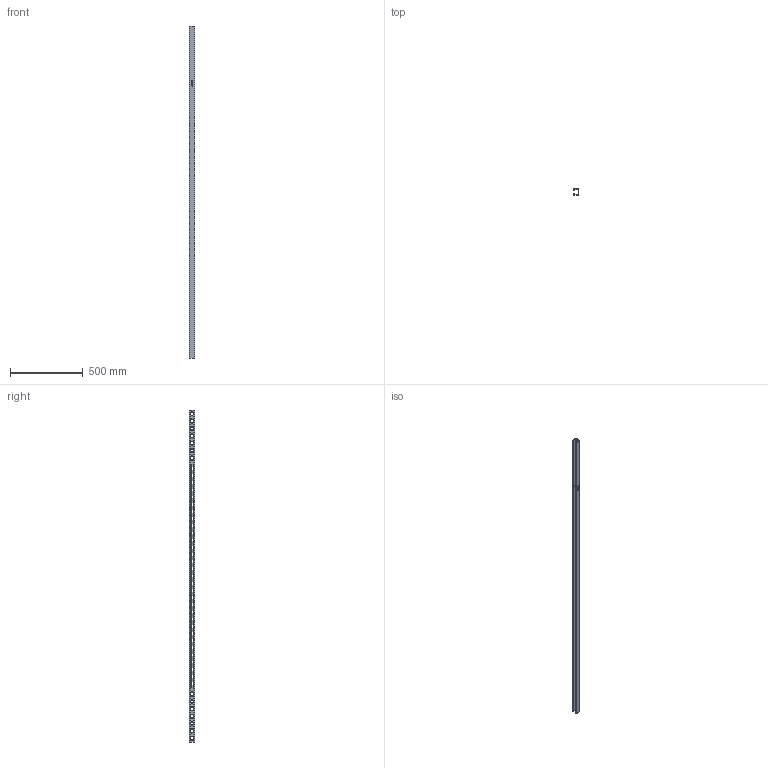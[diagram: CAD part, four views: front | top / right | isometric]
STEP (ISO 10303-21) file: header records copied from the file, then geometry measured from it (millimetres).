
FILE_DESCRIPTION (( 'STEP AP203' ), '1' );
FILE_NAME ('SS15812-90.STEP', '2022-06-13T16:30:38', ( '' ), ( '' ), 'SwSTEP 2.0', 'SolidWorks 2021', '' );
FILE_SCHEMA (( 'CONFIG_CONTROL_DESIGN' ));
Length unit declared in the file: inch
Products named in the file (1): SS15812-90
Bounding box: 41.27 x 41.27 x 2286 mm (x, y, z)
Volume: 762364.4 mm3; surface area: 607105.1 mm2
Topology: 1 solids, 1 shells, 1788 faces, 5163 edges, 3442 vertices
Faces by surface type: plane 824, cylinder 795, bspline 169
Entity records: 68674 total; most frequent: CARTESIAN_POINT 20291, ORIENTED_EDGE 10326, DIRECTION 9655, EDGE_CURVE 5163, VERTEX_POINT 3442, LINE 3235, VECTOR 3235, AXIS2_PLACEMENT_3D 3210
